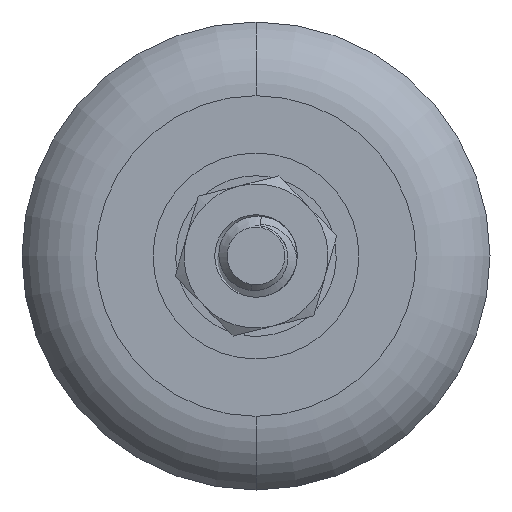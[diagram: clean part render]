
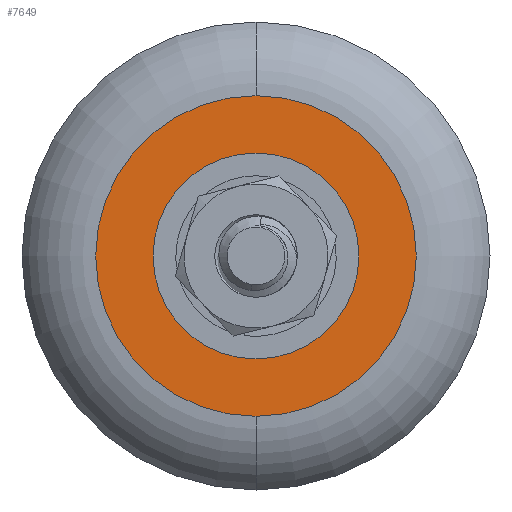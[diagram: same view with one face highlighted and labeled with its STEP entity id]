
A CAD part, front view. The second image highlights one B-rep face of the part: STEP entity #7649.
In plain terms, the highlighted planar face has unit normal (0, -1, 0).
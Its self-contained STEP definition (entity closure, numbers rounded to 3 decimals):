
#127 = DIRECTION ( 'NONE',  ( 0., 0., -1. ) ) ;
#398 = AXIS2_PLACEMENT_3D ( 'NONE', #914, #1601, #127 ) ;
#399 = VERTEX_POINT ( 'NONE', #5207 ) ;
#607 = CARTESIAN_POINT ( 'NONE',  ( 12.357, 0., 0. ) ) ;
#820 = AXIS2_PLACEMENT_3D ( 'NONE', #5058, #4400, #7258 ) ;
#914 = CARTESIAN_POINT ( 'NONE',  ( 0., 0., 0. ) ) ;
#1103 = CARTESIAN_POINT ( 'NONE',  ( 0., 0., 0. ) ) ;
#1115 = VERTEX_POINT ( 'NONE', #6226 ) ;
#1186 = EDGE_LOOP ( 'NONE', ( #9025, #4009 ) ) ;
#1200 = DIRECTION ( 'NONE',  ( 0., 0., 1. ) ) ;
#1289 = DIRECTION ( 'NONE',  ( 0., 1., 0. ) ) ;
#1504 = AXIS2_PLACEMENT_3D ( 'NONE', #2721, #1289, #6982 ) ;
#1601 = DIRECTION ( 'NONE',  ( 0., -1., 0. ) ) ;
#1837 = CIRCLE ( 'NONE', #820, 12.357 ) ;
#1863 = CIRCLE ( 'NONE', #398, 3.175 ) ;
#2154 = EDGE_CURVE ( 'NONE', #399, #1115, #4470, .T. ) ;
#2504 = DIRECTION ( 'NONE',  ( 0., 1., 0. ) ) ;
#2721 = CARTESIAN_POINT ( 'NONE',  ( 0., 0., 0. ) ) ;
#3121 = AXIS2_PLACEMENT_3D ( 'NONE', #607, #2504, #1200 ) ;
#3282 = FACE_OUTER_BOUND ( 'NONE', #1186, .T. ) ;
#3657 = CARTESIAN_POINT ( 'NONE',  ( 0., 0., 12.357 ) ) ;
#4009 = ORIENTED_EDGE ( 'NONE', *, *, #8289, .F. ) ;
#4034 = PLANE ( 'NONE',  #3121 ) ;
#4231 = ORIENTED_EDGE ( 'NONE', *, *, #6288, .F. ) ;
#4400 = DIRECTION ( 'NONE',  ( 0., 1., 0. ) ) ;
#4470 = CIRCLE ( 'NONE', #5376, 3.175 ) ;
#4576 = CARTESIAN_POINT ( 'NONE',  ( 0., 0., -12.357 ) ) ;
#4586 = DIRECTION ( 'NONE',  ( 0., 0., -1. ) ) ;
#4619 = CIRCLE ( 'NONE', #1504, 12.357 ) ;
#5058 = CARTESIAN_POINT ( 'NONE',  ( 0., 0., 0. ) ) ;
#5207 = CARTESIAN_POINT ( 'NONE',  ( 0., 0., -3.175 ) ) ;
#5302 = EDGE_CURVE ( 'NONE', #7979, #8483, #1837, .T. ) ;
#5376 = AXIS2_PLACEMENT_3D ( 'NONE', #1103, #6000, #4586 ) ;
#6000 = DIRECTION ( 'NONE',  ( 0., -1., 0. ) ) ;
#6226 = CARTESIAN_POINT ( 'NONE',  ( 0., 0., 3.175 ) ) ;
#6288 = EDGE_CURVE ( 'NONE', #1115, #399, #1863, .T. ) ;
#6290 = FACE_BOUND ( 'NONE', #6584, .T. ) ;
#6584 = EDGE_LOOP ( 'NONE', ( #7989, #4231 ) ) ;
#6982 = DIRECTION ( 'NONE',  ( 0., 0., 1. ) ) ;
#7258 = DIRECTION ( 'NONE',  ( 0., 0., 1. ) ) ;
#7649 = ADVANCED_FACE ( 'NONE', ( #6290, #3282 ), #4034, .F. ) ;
#7979 = VERTEX_POINT ( 'NONE', #3657 ) ;
#7989 = ORIENTED_EDGE ( 'NONE', *, *, #2154, .F. ) ;
#8289 = EDGE_CURVE ( 'NONE', #8483, #7979, #4619, .T. ) ;
#8483 = VERTEX_POINT ( 'NONE', #4576 ) ;
#9025 = ORIENTED_EDGE ( 'NONE', *, *, #5302, .F. ) ;
